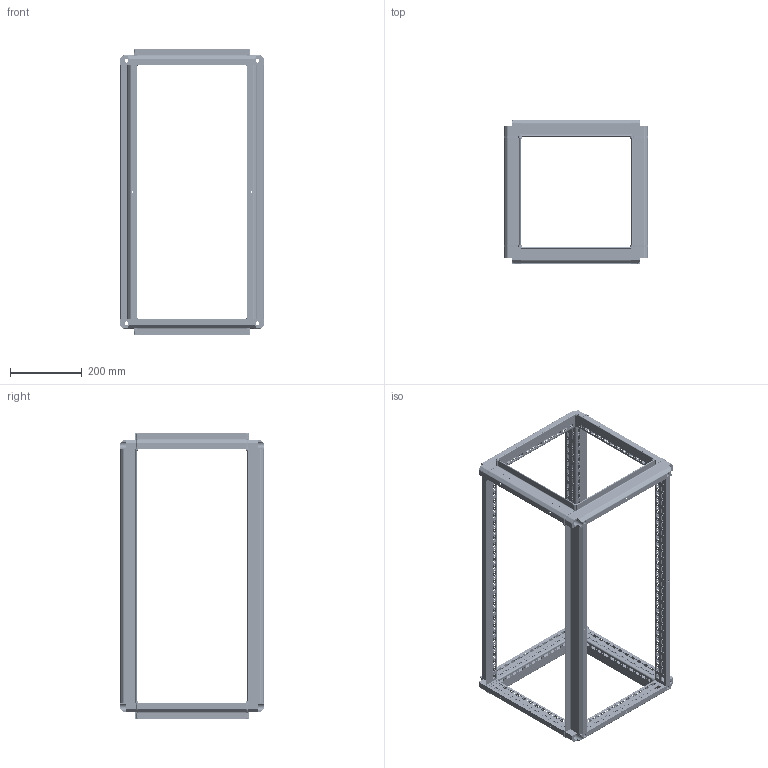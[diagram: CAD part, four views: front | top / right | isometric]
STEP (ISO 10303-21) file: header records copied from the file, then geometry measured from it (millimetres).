
FILE_DESCRIPTION(/* description */ (''),/* implementation_level */ '2;1');
FILE_NAME(/* name */ 'CE404080.stp',/* time_stamp */ '2017-06-19T10:23:30+02:00',/* author */ (''),/* organization */ (''),/* preprocessor_version */ 'ST-DEVELOPER v15',/* originating_system */ 'SIEMENS PLM Software NX 9.0',/* authorisation */ '');
FILE_SCHEMA (('CONFIG_CONTROL_DESIGN'));
Length unit declared in the file: millimetre
Products named in the file (11): TERMINACION_PERFIL_SOLDADA; H60309_Perfil_Hor_310_camara_embarrado; H60320_Perfil_Hor_310; ESQUINA_ACERO_TRACEPART Duplicate3; ESQUINA_ACERO_SIMETRICA_TRACEPART Duplicate2; H60323_Perfil_Hor_710; 455; JUNTA PERFILES VERTICALES 2M_455M02_SIM; H60320_1_Sold_Perfil_Ver_400; H60316_Cuad_400X800; CE404080_stp
Assembly tree (25 placements, depth 3):
  CE404080_stp
    H60316_Cuad_400X800  x2
      H60323_Perfil_Hor_710
      ESQUINA_ACERO_SIMETRICA_TRACEPART Duplicate2
      ESQUINA_ACERO_TRACEPART Duplicate3
      H60320_Perfil_Hor_310
    H60320_1_Sold_Perfil_Ver_400  x4
      H60309_Perfil_Hor_310_camara_embarrado
      TERMINACION_PERFIL_SOLDADA
    JUNTA PERFILES VERTICALES 2M_455M02_SIM  x4
    455  x4
Bounding box: 402.57 x 400 x 801.17 mm (x, y, z)
Volume: 1651129.8 mm3; surface area: 1841374.7 mm2
Topology: 36 solids, 36 shells, 5228 faces, 14632 edges, 9472 vertices
Faces by surface type: plane 3520, cylinder 1136, bspline 472, sphere 84, cone 16
Full cylindrical faces by diameter (mm): 4.65 x488, 5.3 x8, 10 x4, 10.25 x16, 12.5 x8, 13.5 x8, 18.5 x8
Entity records: 48282 total; most frequent: CARTESIAN_POINT 13473, ORIENTED_EDGE 7222, DIRECTION 5891, EDGE_CURVE 3611, LINE 2503, VECTOR 2503, VERTEX_POINT 2352, EDGE_LOOP 1955
